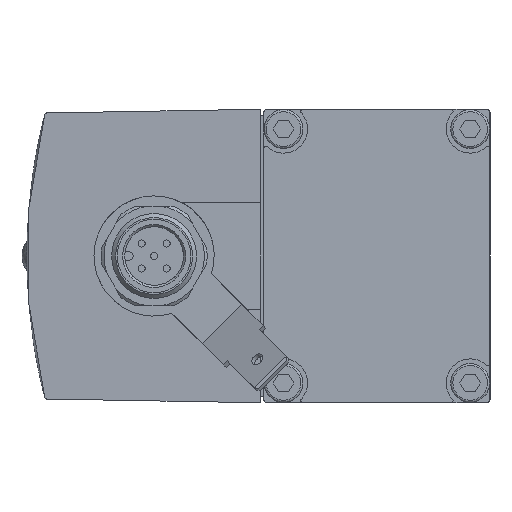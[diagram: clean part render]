
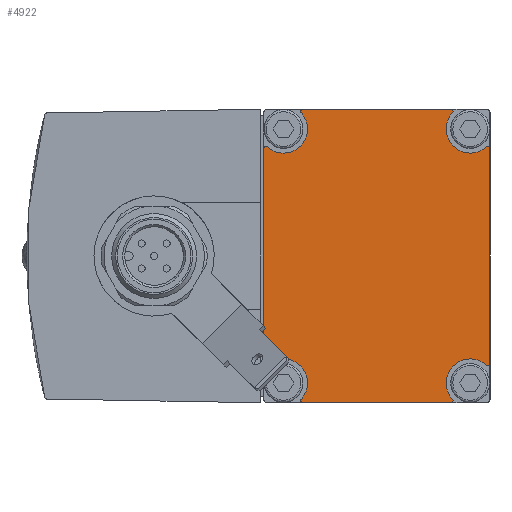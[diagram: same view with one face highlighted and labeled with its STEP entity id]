
A CAD part, left-side view. The second image highlights one B-rep face of the part: STEP entity #4922.
In plain terms, the highlighted planar face has unit normal (-1, 0, 0).
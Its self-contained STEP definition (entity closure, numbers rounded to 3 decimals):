
#50=CIRCLE('',#5151,0.3);
#51=CIRCLE('',#5152,3.4);
#52=CIRCLE('',#5153,0.3);
#53=CIRCLE('',#5154,0.3);
#54=CIRCLE('',#5155,3.4);
#55=CIRCLE('',#5156,0.3);
#56=CIRCLE('',#5157,0.3);
#57=CIRCLE('',#5158,3.4);
#58=CIRCLE('',#5159,0.3);
#59=CIRCLE('',#5160,0.3);
#60=CIRCLE('',#5161,3.4);
#61=CIRCLE('',#5162,0.3);
#193=PLANE('',#5150);
#351=LINE('',#6666,#658);
#352=LINE('',#6675,#659);
#353=LINE('',#6683,#660);
#354=LINE('',#6691,#661);
#658=VECTOR('',#5557,1000.);
#659=VECTOR('',#5564,1000.);
#660=VECTOR('',#5571,1000.);
#661=VECTOR('',#5578,1000.);
#975=ORIENTED_EDGE('',*,*,#1945,.F.);
#976=ORIENTED_EDGE('',*,*,#1946,.F.);
#977=ORIENTED_EDGE('',*,*,#1947,.T.);
#978=ORIENTED_EDGE('',*,*,#1948,.F.);
#979=ORIENTED_EDGE('',*,*,#1949,.F.);
#980=ORIENTED_EDGE('',*,*,#1950,.F.);
#981=ORIENTED_EDGE('',*,*,#1951,.T.);
#982=ORIENTED_EDGE('',*,*,#1952,.F.);
#983=ORIENTED_EDGE('',*,*,#1953,.F.);
#984=ORIENTED_EDGE('',*,*,#1954,.F.);
#985=ORIENTED_EDGE('',*,*,#1955,.T.);
#986=ORIENTED_EDGE('',*,*,#1956,.F.);
#987=ORIENTED_EDGE('',*,*,#1957,.F.);
#988=ORIENTED_EDGE('',*,*,#1958,.F.);
#989=ORIENTED_EDGE('',*,*,#1959,.T.);
#990=ORIENTED_EDGE('',*,*,#1960,.F.);
#1945=EDGE_CURVE('',#2430,#2431,#351,.T.);
#1946=EDGE_CURVE('',#2432,#2430,#50,.T.);
#1947=EDGE_CURVE('',#2432,#2433,#51,.T.);
#1948=EDGE_CURVE('',#2434,#2433,#52,.T.);
#1949=EDGE_CURVE('',#2435,#2434,#352,.T.);
#1950=EDGE_CURVE('',#2436,#2435,#53,.T.);
#1951=EDGE_CURVE('',#2436,#2437,#54,.T.);
#1952=EDGE_CURVE('',#2438,#2437,#55,.T.);
#1953=EDGE_CURVE('',#2439,#2438,#353,.T.);
#1954=EDGE_CURVE('',#2440,#2439,#56,.T.);
#1955=EDGE_CURVE('',#2440,#2441,#57,.T.);
#1956=EDGE_CURVE('',#2442,#2441,#58,.T.);
#1957=EDGE_CURVE('',#2443,#2442,#354,.T.);
#1958=EDGE_CURVE('',#2444,#2443,#59,.T.);
#1959=EDGE_CURVE('',#2444,#2445,#60,.T.);
#1960=EDGE_CURVE('',#2431,#2445,#61,.T.);
#2430=VERTEX_POINT('',#6667);
#2431=VERTEX_POINT('',#6668);
#2432=VERTEX_POINT('',#6670);
#2433=VERTEX_POINT('',#6672);
#2434=VERTEX_POINT('',#6674);
#2435=VERTEX_POINT('',#6676);
#2436=VERTEX_POINT('',#6678);
#2437=VERTEX_POINT('',#6680);
#2438=VERTEX_POINT('',#6682);
#2439=VERTEX_POINT('',#6684);
#2440=VERTEX_POINT('',#6686);
#2441=VERTEX_POINT('',#6688);
#2442=VERTEX_POINT('',#6690);
#2443=VERTEX_POINT('',#6692);
#2444=VERTEX_POINT('',#6694);
#2445=VERTEX_POINT('',#6696);
#2774=EDGE_LOOP('',(#975,#976,#977,#978,#979,#980,#981,#982,#983,#984,#985,
#986,#987,#988,#989,#990));
#3064=FACE_BOUND('',#2774,.T.);
#4922=ADVANCED_FACE('',(#3064),#193,.F.);
#5150=AXIS2_PLACEMENT_3D('',#6665,#5555,#5556);
#5151=AXIS2_PLACEMENT_3D('',#6669,#5558,#5559);
#5152=AXIS2_PLACEMENT_3D('',#6671,#5560,#5561);
#5153=AXIS2_PLACEMENT_3D('',#6673,#5562,#5563);
#5154=AXIS2_PLACEMENT_3D('',#6677,#5565,#5566);
#5155=AXIS2_PLACEMENT_3D('',#6679,#5567,#5568);
#5156=AXIS2_PLACEMENT_3D('',#6681,#5569,#5570);
#5157=AXIS2_PLACEMENT_3D('',#6685,#5572,#5573);
#5158=AXIS2_PLACEMENT_3D('',#6687,#5574,#5575);
#5159=AXIS2_PLACEMENT_3D('',#6689,#5576,#5577);
#5160=AXIS2_PLACEMENT_3D('',#6693,#5579,#5580);
#5161=AXIS2_PLACEMENT_3D('',#6695,#5581,#5582);
#5162=AXIS2_PLACEMENT_3D('',#6697,#5583,#5584);
#5555=DIRECTION('',(1.,0.,0.));
#5556=DIRECTION('',(0.,0.,-1.));
#5557=DIRECTION('',(0.,0.,1.));
#5558=DIRECTION('',(1.,0.,0.));
#5559=DIRECTION('',(0.,0.,-1.));
#5560=DIRECTION('',(1.,0.,0.));
#5561=DIRECTION('',(0.,0.,-1.));
#5562=DIRECTION('',(1.,0.,0.));
#5563=DIRECTION('',(0.,0.,-1.));
#5564=DIRECTION('',(0.,1.,0.));
#5565=DIRECTION('',(1.,0.,0.));
#5566=DIRECTION('',(0.,0.,-1.));
#5567=DIRECTION('',(1.,0.,0.));
#5568=DIRECTION('',(0.,0.,-1.));
#5569=DIRECTION('',(1.,0.,0.));
#5570=DIRECTION('',(0.,0.,-1.));
#5571=DIRECTION('',(0.,0.,-1.));
#5572=DIRECTION('',(1.,0.,0.));
#5573=DIRECTION('',(0.,0.,-1.));
#5574=DIRECTION('',(1.,0.,0.));
#5575=DIRECTION('',(0.,0.,-1.));
#5576=DIRECTION('',(1.,0.,0.));
#5577=DIRECTION('',(0.,0.,-1.));
#5578=DIRECTION('',(0.,-1.,0.));
#5579=DIRECTION('',(1.,0.,0.));
#5580=DIRECTION('',(0.,0.,-1.));
#5581=DIRECTION('',(1.,0.,0.));
#5582=DIRECTION('',(0.,0.,-1.));
#5583=DIRECTION('',(1.,0.,0.));
#5584=DIRECTION('',(0.,0.,-1.));
#6665=CARTESIAN_POINT('',(-110.4,31.5,20.25));
#6666=CARTESIAN_POINT('',(-110.4,32.,-20.25));
#6667=CARTESIAN_POINT('',(-110.4,32.,-15.222));
#6668=CARTESIAN_POINT('',(-110.4,32.,15.222));
#6669=CARTESIAN_POINT('',(-110.4,31.7,-15.222));
#6670=CARTESIAN_POINT('',(-110.4,31.497,-15.444));
#6671=CARTESIAN_POINT('',(-110.4,29.2,-17.95));
#6672=CARTESIAN_POINT('',(-110.4,26.694,-20.247));
#6673=CARTESIAN_POINT('',(-110.4,26.472,-20.45));
#6674=CARTESIAN_POINT('',(-110.4,26.472,-20.75));
#6675=CARTESIAN_POINT('',(-110.4,0.5,-20.75));
#6676=CARTESIAN_POINT('',(-110.4,5.528,-20.75));
#6677=CARTESIAN_POINT('',(-110.4,5.528,-20.45));
#6678=CARTESIAN_POINT('',(-110.4,5.306,-20.247));
#6679=CARTESIAN_POINT('',(-110.4,2.8,-17.95));
#6680=CARTESIAN_POINT('',(-110.4,0.503,-15.444));
#6681=CARTESIAN_POINT('',(-110.4,0.3,-15.222));
#6682=CARTESIAN_POINT('',(-110.4,0.,-15.222));
#6683=CARTESIAN_POINT('',(-110.4,0.,20.25));
#6684=CARTESIAN_POINT('',(-110.4,0.,15.222));
#6685=CARTESIAN_POINT('',(-110.4,0.3,15.222));
#6686=CARTESIAN_POINT('',(-110.4,0.503,15.444));
#6687=CARTESIAN_POINT('',(-110.4,2.8,17.95));
#6688=CARTESIAN_POINT('',(-110.4,5.306,20.247));
#6689=CARTESIAN_POINT('',(-110.4,5.528,20.45));
#6690=CARTESIAN_POINT('',(-110.4,5.528,20.75));
#6691=CARTESIAN_POINT('',(-110.4,31.5,20.75));
#6692=CARTESIAN_POINT('',(-110.4,26.472,20.75));
#6693=CARTESIAN_POINT('',(-110.4,26.472,20.45));
#6694=CARTESIAN_POINT('',(-110.4,26.694,20.247));
#6695=CARTESIAN_POINT('',(-110.4,29.2,17.95));
#6696=CARTESIAN_POINT('',(-110.4,31.497,15.444));
#6697=CARTESIAN_POINT('',(-110.4,31.7,15.222));
